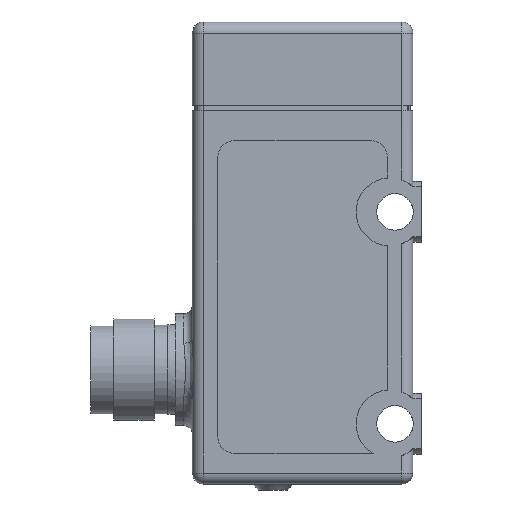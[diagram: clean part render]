
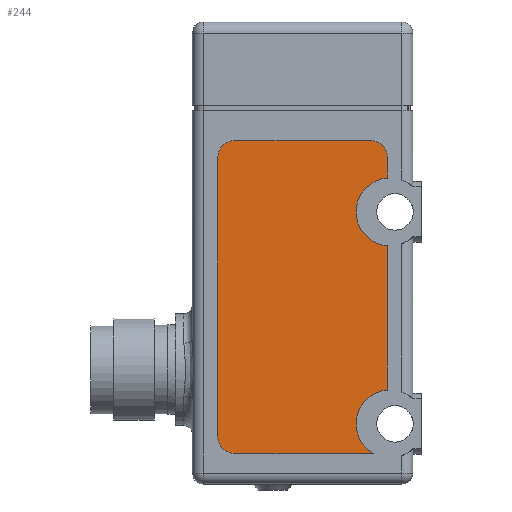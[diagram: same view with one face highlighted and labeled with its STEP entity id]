
A CAD part, front view. The second image highlights one B-rep face of the part: STEP entity #244.
In plain terms, the highlighted planar face has unit normal (0, -1, 0).
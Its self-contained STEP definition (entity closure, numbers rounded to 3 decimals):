
#244 = ADVANCED_FACE( '', ( #810 ), #811, .T. );
#810 = FACE_OUTER_BOUND( '', #1879, .T. );
#811 = PLANE( '', #1880 );
#1879 = EDGE_LOOP( '', ( #3906, #3907, #3908, #3909, #3910, #3911, #3912, #3913, #3914, #3915, #3916 ) );
#1880 = AXIS2_PLACEMENT_3D( '', #3917, #3918, #3919 );
#3906 = ORIENTED_EDGE( '', *, *, #6141, .T. );
#3907 = ORIENTED_EDGE( '', *, *, #6142, .T. );
#3908 = ORIENTED_EDGE( '', *, *, #6143, .T. );
#3909 = ORIENTED_EDGE( '', *, *, #6144, .T. );
#3910 = ORIENTED_EDGE( '', *, *, #6145, .T. );
#3911 = ORIENTED_EDGE( '', *, *, #6146, .T. );
#3912 = ORIENTED_EDGE( '', *, *, #6147, .T. );
#3913 = ORIENTED_EDGE( '', *, *, #6148, .T. );
#3914 = ORIENTED_EDGE( '', *, *, #6149, .T. );
#3915 = ORIENTED_EDGE( '', *, *, #6150, .T. );
#3916 = ORIENTED_EDGE( '', *, *, #6151, .T. );
#3917 = CARTESIAN_POINT( '', ( 8., -7.6, 38.5 ) );
#3918 = DIRECTION( '', ( 0., -1., 0. ) );
#3919 = DIRECTION( '', ( 0., 0., 1. ) );
#6141 = EDGE_CURVE( '', #7509, #7510, #7511, .F. );
#6142 = EDGE_CURVE( '', #7510, #7512, #7513, .T. );
#6143 = EDGE_CURVE( '', #7512, #7514, #7515, .F. );
#6144 = EDGE_CURVE( '', #7514, #7516, #7517, .T. );
#6145 = EDGE_CURVE( '', #7516, #7518, #7519, .T. );
#6146 = EDGE_CURVE( '', #7518, #7520, #7521, .T. );
#6147 = EDGE_CURVE( '', #7520, #7522, #7523, .T. );
#6148 = EDGE_CURVE( '', #7522, #7524, #7525, .T. );
#6149 = EDGE_CURVE( '', #7524, #7526, #7527, .T. );
#6150 = EDGE_CURVE( '', #7526, #7528, #7529, .T. );
#6151 = EDGE_CURVE( '', #7528, #7509, #7530, .T. );
#7509 = VERTEX_POINT( '', #10318 );
#7510 = VERTEX_POINT( '', #10319 );
#7511 = CIRCLE( '', #10320, 4. );
#7512 = VERTEX_POINT( '', #10321 );
#7513 = LINE( '', #10322, #10323 );
#7514 = VERTEX_POINT( '', #10324 );
#7515 = CIRCLE( '', #10325, 4. );
#7516 = VERTEX_POINT( '', #10326 );
#7517 = LINE( '', #10327, #10328 );
#7518 = VERTEX_POINT( '', #10329 );
#7519 = CIRCLE( '', #10330, 2. );
#7520 = VERTEX_POINT( '', #10331 );
#7521 = LINE( '', #10332, #10333 );
#7522 = VERTEX_POINT( '', #10334 );
#7523 = CIRCLE( '', #10335, 2. );
#7524 = VERTEX_POINT( '', #10336 );
#7525 = LINE( '', #10337, #10338 );
#7526 = VERTEX_POINT( '', #10339 );
#7527 = CIRCLE( '', #10340, 2. );
#7528 = VERTEX_POINT( '', #10341 );
#7529 = LINE( '', #10342, #10343 );
#7530 = CIRCLE( '', #10344, 2. );
#10318 = CARTESIAN_POINT( '', ( 8.318, -7.6, 3.625 ) );
#10319 = CARTESIAN_POINT( '', ( 10., -7.6, 11.089 ) );
#10320 = AXIS2_PLACEMENT_3D( '', #11790, #11791, #11792 );
#10321 = CARTESIAN_POINT( '', ( 10., -7.6, 28.111 ) );
#10322 = CARTESIAN_POINT( '', ( 10., -7.6, 5.6 ) );
#10323 = VECTOR( '', #11793, 1000. );
#10324 = CARTESIAN_POINT( '', ( 10., -7.6, 36.089 ) );
#10325 = AXIS2_PLACEMENT_3D( '', #11794, #11795, #11796 );
#10326 = CARTESIAN_POINT( '', ( 10., -7.6, 38.5 ) );
#10327 = CARTESIAN_POINT( '', ( 10., -7.6, 5.6 ) );
#10328 = VECTOR( '', #11797, 1000. );
#10329 = CARTESIAN_POINT( '', ( 8., -7.6, 40.5 ) );
#10330 = AXIS2_PLACEMENT_3D( '', #11798, #11799, #11800 );
#10331 = CARTESIAN_POINT( '', ( -8., -7.6, 40.5 ) );
#10332 = CARTESIAN_POINT( '', ( 8., -7.6, 40.5 ) );
#10333 = VECTOR( '', #11801, 1000. );
#10334 = CARTESIAN_POINT( '', ( -10., -7.6, 38.5 ) );
#10335 = AXIS2_PLACEMENT_3D( '', #11802, #11803, #11804 );
#10336 = CARTESIAN_POINT( '', ( -10., -7.6, 5.6 ) );
#10337 = CARTESIAN_POINT( '', ( -10., -7.6, 38.5 ) );
#10338 = VECTOR( '', #11805, 1000. );
#10339 = CARTESIAN_POINT( '', ( -8., -7.6, 3.6 ) );
#10340 = AXIS2_PLACEMENT_3D( '', #11806, #11807, #11808 );
#10341 = CARTESIAN_POINT( '', ( 8., -7.6, 3.6 ) );
#10342 = CARTESIAN_POINT( '', ( -8., -7.6, 3.6 ) );
#10343 = VECTOR( '', #11809, 1000. );
#10344 = AXIS2_PLACEMENT_3D( '', #11810, #11811, #11812 );
#11790 = CARTESIAN_POINT( '', ( 10.3, -7.6, 7.1 ) );
#11791 = DIRECTION( '', ( 0., -1., 0. ) );
#11792 = DIRECTION( '', ( 0., 0., 1. ) );
#11793 = DIRECTION( '', ( 0., 0., 1. ) );
#11794 = CARTESIAN_POINT( '', ( 10.3, -7.6, 32.1 ) );
#11795 = DIRECTION( '', ( 0., -1., 0. ) );
#11796 = DIRECTION( '', ( 0., 0., 1. ) );
#11797 = DIRECTION( '', ( 0., 0., 1. ) );
#11798 = CARTESIAN_POINT( '', ( 8., -7.6, 38.5 ) );
#11799 = DIRECTION( '', ( 0., -1., 0. ) );
#11800 = DIRECTION( '', ( 0., 0., -1. ) );
#11801 = DIRECTION( '', ( -1., 0., 0. ) );
#11802 = CARTESIAN_POINT( '', ( -8., -7.6, 38.5 ) );
#11803 = DIRECTION( '', ( 0., -1., 0. ) );
#11804 = DIRECTION( '', ( 0., 0., -1. ) );
#11805 = DIRECTION( '', ( 0., 0., -1. ) );
#11806 = CARTESIAN_POINT( '', ( -8., -7.6, 5.6 ) );
#11807 = DIRECTION( '', ( 0., -1., 0. ) );
#11808 = DIRECTION( '', ( 0., 0., 1. ) );
#11809 = DIRECTION( '', ( 1., 0., 0. ) );
#11810 = CARTESIAN_POINT( '', ( 8., -7.6, 5.6 ) );
#11811 = DIRECTION( '', ( 0., -1., 0. ) );
#11812 = DIRECTION( '', ( 0., 0., -1. ) );
